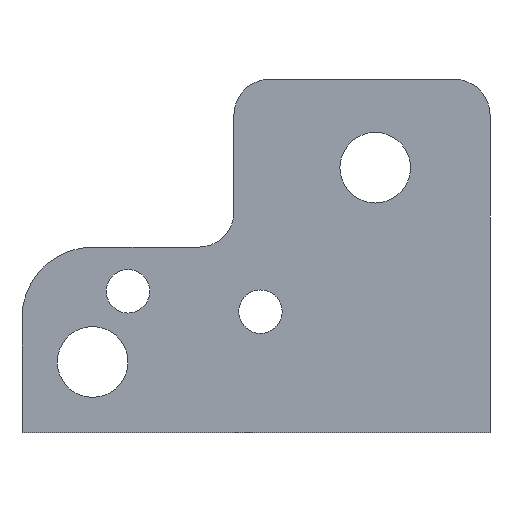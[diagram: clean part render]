
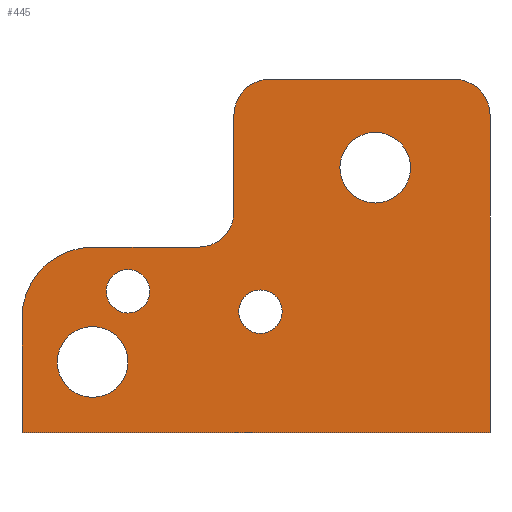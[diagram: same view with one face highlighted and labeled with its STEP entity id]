
A CAD part, left-side view. The second image highlights one B-rep face of the part: STEP entity #445.
In plain terms, the highlighted planar face has unit normal (-1, 0, 0).
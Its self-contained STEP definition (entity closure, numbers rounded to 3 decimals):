
#22=FACE_BOUND('',#71,.T.);
#23=FACE_BOUND('',#72,.T.);
#24=FACE_BOUND('',#73,.T.);
#25=FACE_BOUND('',#74,.T.);
#32=PLANE('',#494);
#44=FACE_OUTER_BOUND('',#70,.T.);
#70=EDGE_LOOP('',(#338,#339,#340,#341,#342,#343,#344,#345,#346,#347));
#71=EDGE_LOOP('',(#348,#349));
#72=EDGE_LOOP('',(#350,#351));
#73=EDGE_LOOP('',(#352,#353));
#74=EDGE_LOOP('',(#354,#355));
#101=LINE('',#714,#133);
#106=LINE('',#728,#138);
#108=LINE('',#732,#140);
#109=LINE('',#734,#141);
#110=LINE('',#736,#142);
#111=LINE('',#738,#143);
#133=VECTOR('',#569,10.);
#138=VECTOR('',#584,10.);
#140=VECTOR('',#588,10.);
#141=VECTOR('',#589,10.);
#142=VECTOR('',#590,10.);
#143=VECTOR('',#593,10.);
#156=CIRCLE('',#475,1.23);
#157=CIRCLE('',#476,1.23);
#159=CIRCLE('',#479,4.);
#167=CIRCLE('',#490,2.);
#168=CIRCLE('',#492,2.);
#169=CIRCLE('',#495,2.);
#170=CIRCLE('',#496,2.);
#171=CIRCLE('',#497,2.);
#172=CIRCLE('',#498,2.);
#173=CIRCLE('',#499,2.);
#174=CIRCLE('',#500,1.23);
#175=CIRCLE('',#501,1.23);
#188=VERTEX_POINT('',#672);
#189=VERTEX_POINT('',#673);
#191=VERTEX_POINT('',#680);
#192=VERTEX_POINT('',#681);
#206=VERTEX_POINT('',#713);
#207=VERTEX_POINT('',#717);
#208=VERTEX_POINT('',#721);
#209=VERTEX_POINT('',#722);
#210=VERTEX_POINT('',#727);
#211=VERTEX_POINT('',#731);
#212=VERTEX_POINT('',#733);
#213=VERTEX_POINT('',#735);
#214=VERTEX_POINT('',#739);
#215=VERTEX_POINT('',#740);
#216=VERTEX_POINT('',#743);
#217=VERTEX_POINT('',#744);
#218=VERTEX_POINT('',#747);
#219=VERTEX_POINT('',#748);
#235=EDGE_CURVE('',#188,#189,#156,.T.);
#236=EDGE_CURVE('',#189,#188,#157,.T.);
#239=EDGE_CURVE('',#191,#192,#159,.T.);
#255=EDGE_CURVE('',#206,#192,#101,.T.);
#257=EDGE_CURVE('',#206,#207,#167,.T.);
#259=EDGE_CURVE('',#208,#209,#168,.T.);
#262=EDGE_CURVE('',#210,#209,#106,.T.);
#264=EDGE_CURVE('',#191,#211,#108,.T.);
#265=EDGE_CURVE('',#211,#212,#109,.T.);
#266=EDGE_CURVE('',#212,#213,#110,.T.);
#267=EDGE_CURVE('',#210,#213,#169,.T.);
#268=EDGE_CURVE('',#208,#207,#111,.T.);
#269=EDGE_CURVE('',#214,#215,#170,.T.);
#270=EDGE_CURVE('',#215,#214,#171,.T.);
#271=EDGE_CURVE('',#216,#217,#172,.T.);
#272=EDGE_CURVE('',#217,#216,#173,.T.);
#273=EDGE_CURVE('',#218,#219,#174,.T.);
#274=EDGE_CURVE('',#219,#218,#175,.T.);
#338=ORIENTED_EDGE('',*,*,#239,.F.);
#339=ORIENTED_EDGE('',*,*,#264,.T.);
#340=ORIENTED_EDGE('',*,*,#265,.T.);
#341=ORIENTED_EDGE('',*,*,#266,.T.);
#342=ORIENTED_EDGE('',*,*,#267,.F.);
#343=ORIENTED_EDGE('',*,*,#262,.T.);
#344=ORIENTED_EDGE('',*,*,#259,.F.);
#345=ORIENTED_EDGE('',*,*,#268,.T.);
#346=ORIENTED_EDGE('',*,*,#257,.F.);
#347=ORIENTED_EDGE('',*,*,#255,.T.);
#348=ORIENTED_EDGE('',*,*,#235,.T.);
#349=ORIENTED_EDGE('',*,*,#236,.T.);
#350=ORIENTED_EDGE('',*,*,#269,.T.);
#351=ORIENTED_EDGE('',*,*,#270,.T.);
#352=ORIENTED_EDGE('',*,*,#271,.T.);
#353=ORIENTED_EDGE('',*,*,#272,.T.);
#354=ORIENTED_EDGE('',*,*,#273,.T.);
#355=ORIENTED_EDGE('',*,*,#274,.T.);
#445=ADVANCED_FACE('',(#44,#22,#23,#24,#25),#32,.T.);
#475=AXIS2_PLACEMENT_3D('',#674,#532,#533);
#476=AXIS2_PLACEMENT_3D('',#675,#534,#535);
#479=AXIS2_PLACEMENT_3D('',#682,#541,#542);
#490=AXIS2_PLACEMENT_3D('',#718,#573,#574);
#492=AXIS2_PLACEMENT_3D('',#723,#578,#579);
#494=AXIS2_PLACEMENT_3D('',#730,#586,#587);
#495=AXIS2_PLACEMENT_3D('',#737,#591,#592);
#496=AXIS2_PLACEMENT_3D('',#741,#594,#595);
#497=AXIS2_PLACEMENT_3D('',#742,#596,#597);
#498=AXIS2_PLACEMENT_3D('',#745,#598,#599);
#499=AXIS2_PLACEMENT_3D('',#746,#600,#601);
#500=AXIS2_PLACEMENT_3D('',#749,#602,#603);
#501=AXIS2_PLACEMENT_3D('',#750,#604,#605);
#532=DIRECTION('center_axis',(1.,0.,0.));
#533=DIRECTION('ref_axis',(0.,0.,1.));
#534=DIRECTION('center_axis',(1.,0.,0.));
#535=DIRECTION('ref_axis',(0.,0.,1.));
#541=DIRECTION('center_axis',(1.,0.,0.));
#542=DIRECTION('ref_axis',(0.,0.707,0.707));
#569=DIRECTION('',(0.,1.,0.));
#573=DIRECTION('center_axis',(-1.,0.,0.));
#574=DIRECTION('ref_axis',(0.,-0.707,-0.707));
#578=DIRECTION('center_axis',(1.,0.,0.));
#579=DIRECTION('ref_axis',(0.,0.707,0.707));
#584=DIRECTION('',(0.,1.,0.));
#586=DIRECTION('center_axis',(-1.,0.,0.));
#587=DIRECTION('ref_axis',(0.,0.,1.));
#588=DIRECTION('',(0.,0.,-1.));
#589=DIRECTION('',(0.,-1.,0.));
#590=DIRECTION('',(0.,0.,1.));
#591=DIRECTION('center_axis',(1.,0.,0.));
#592=DIRECTION('ref_axis',(0.,-0.707,0.707));
#593=DIRECTION('',(0.,0.,-1.));
#594=DIRECTION('center_axis',(1.,0.,0.));
#595=DIRECTION('ref_axis',(0.,0.,1.));
#596=DIRECTION('center_axis',(1.,0.,0.));
#597=DIRECTION('ref_axis',(0.,0.,1.));
#598=DIRECTION('center_axis',(1.,0.,0.));
#599=DIRECTION('ref_axis',(0.,0.,1.));
#600=DIRECTION('center_axis',(1.,0.,0.));
#601=DIRECTION('ref_axis',(0.,0.,1.));
#602=DIRECTION('center_axis',(1.,0.,0.));
#603=DIRECTION('ref_axis',(0.,0.,1.));
#604=DIRECTION('center_axis',(1.,0.,0.));
#605=DIRECTION('ref_axis',(0.,0.,1.));
#672=CARTESIAN_POINT('',(-3.,18.5,8.08));
#673=CARTESIAN_POINT('',(-3.,18.5,5.621));
#674=CARTESIAN_POINT('Origin',(-3.,18.5,6.85));
#675=CARTESIAN_POINT('Origin',(-3.,18.5,6.85));
#680=CARTESIAN_POINT('',(-3.,32.,6.5));
#681=CARTESIAN_POINT('',(-3.,28.,10.5));
#682=CARTESIAN_POINT('Origin',(-3.,28.,6.5));
#713=CARTESIAN_POINT('',(-3.,22.,10.5));
#714=CARTESIAN_POINT('',(-3.,20.,10.5));
#717=CARTESIAN_POINT('',(-3.,20.,12.5));
#718=CARTESIAN_POINT('Origin',(-3.,22.,12.5));
#721=CARTESIAN_POINT('',(-3.,20.,18.));
#722=CARTESIAN_POINT('',(-3.,18.,20.));
#723=CARTESIAN_POINT('Origin',(-3.,18.,18.));
#727=CARTESIAN_POINT('',(-3.,7.5,20.));
#728=CARTESIAN_POINT('',(-3.,5.5,20.));
#730=CARTESIAN_POINT('Origin',(-3.,17.524,8.774));
#731=CARTESIAN_POINT('',(-3.,32.,0.));
#732=CARTESIAN_POINT('',(-3.,32.,10.5));
#733=CARTESIAN_POINT('',(-3.,5.5,0.));
#734=CARTESIAN_POINT('',(-3.,32.,0.));
#735=CARTESIAN_POINT('',(-3.,5.5,18.));
#736=CARTESIAN_POINT('',(-3.,5.5,0.));
#737=CARTESIAN_POINT('Origin',(-3.,7.5,18.));
#738=CARTESIAN_POINT('',(-3.,20.,20.));
#739=CARTESIAN_POINT('',(-3.,12.,17.));
#740=CARTESIAN_POINT('',(-3.,12.,13.));
#741=CARTESIAN_POINT('Origin',(-3.,12.,15.));
#742=CARTESIAN_POINT('Origin',(-3.,12.,15.));
#743=CARTESIAN_POINT('',(-3.,28.,6.));
#744=CARTESIAN_POINT('',(-3.,28.,2.));
#745=CARTESIAN_POINT('Origin',(-3.,28.,4.));
#746=CARTESIAN_POINT('Origin',(-3.,28.,4.));
#747=CARTESIAN_POINT('',(-3.,26.,9.23));
#748=CARTESIAN_POINT('',(-3.,26.,6.771));
#749=CARTESIAN_POINT('Origin',(-3.,26.,8.));
#750=CARTESIAN_POINT('Origin',(-3.,26.,8.));
